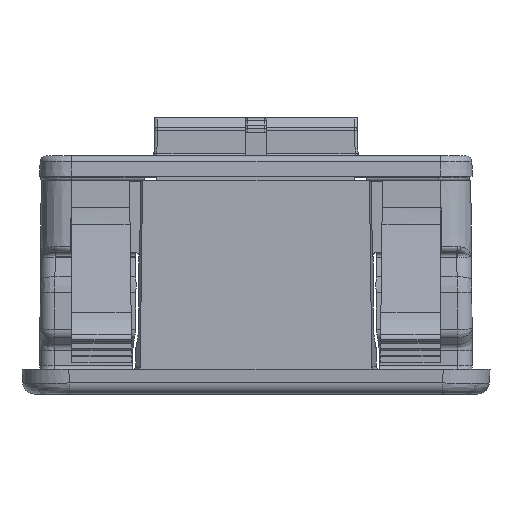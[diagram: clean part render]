
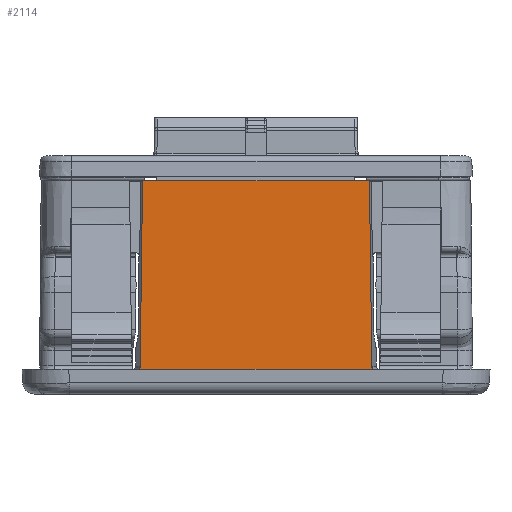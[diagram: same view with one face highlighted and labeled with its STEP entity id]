
A CAD part, left-side view. The second image highlights one B-rep face of the part: STEP entity #2114.
In plain terms, the highlighted planar face has unit normal (-1, 0, 0.009).
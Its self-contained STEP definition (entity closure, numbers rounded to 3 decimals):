
#928 = ORIENTED_EDGE ( 'NONE', *, *, #4087, .T. ) ;
#1116 = DIRECTION ( 'NONE',  ( 0., -1., 0. ) ) ;
#1720 = CARTESIAN_POINT ( 'NONE',  ( -115.766, 650.677, 85.755 ) ) ;
#2114 = ADVANCED_FACE ( 'NONE', ( #16201 ), #27616, .T. ) ;
#2217 = LINE ( 'NONE', #13680, #29479 ) ;
#3773 =( BOUNDED_CURVE ( )  B_SPLINE_CURVE ( 3, ( #20143, #31601, #5940, #17355 ),
 .UNSPECIFIED., .F., .F. ) 
 B_SPLINE_CURVE_WITH_KNOTS ( ( 4, 4 ),
 ( 3.105, 4.662 ),
 .UNSPECIFIED. ) 
 CURVE ( )  GEOMETRIC_REPRESENTATION_ITEM ( )  RATIONAL_B_SPLINE_CURVE ( ( 1., 0.808, 0.808, 1. ) ) 
 REPRESENTATION_ITEM ( '' )  );
#4087 = EDGE_CURVE ( 'NONE', #13018, #20192, #23091, .T. ) ;
#4154 = CARTESIAN_POINT ( 'NONE',  ( -115.766, 650.677, 85.755 ) ) ;
#5940 = CARTESIAN_POINT ( 'NONE',  ( -115.766, 690.998, 85.755 ) ) ;
#7569 = CARTESIAN_POINT ( 'NONE',  ( -115.766, 691.292, 85.755 ) ) ;
#7980 = DIRECTION ( 'NONE',  ( 0.009, 0., 1. ) ) ;
#9200 = VECTOR ( 'NONE', #1116, 1000. ) ;
#9390 = DIRECTION ( 'NONE',  ( 0.009, 0.013, 1. ) ) ;
#11193 = EDGE_CURVE ( 'NONE', #34648, #21522, #2217, .T. ) ;
#12008 = CARTESIAN_POINT ( 'NONE',  ( -115.768, 690.794, 85.534 ) ) ;
#12220 = VERTEX_POINT ( 'NONE', #25193 ) ;
#13018 = VERTEX_POINT ( 'NONE', #36960 ) ;
#13166 = CARTESIAN_POINT ( 'NONE',  ( -115.766, 650.971, 85.755 ) ) ;
#13680 = CARTESIAN_POINT ( 'NONE',  ( -115.766, 707.985, 85.755 ) ) ;
#15353 = LINE ( 'NONE', #26790, #9200 ) ;
#16105 = AXIS2_PLACEMENT_3D ( 'NONE', #22200, #33640, #7980 ) ;
#16201 = FACE_OUTER_BOUND ( 'NONE', #20897, .T. ) ;
#16516 = ORIENTED_EDGE ( 'NONE', *, *, #37029, .T. ) ;
#17355 = CARTESIAN_POINT ( 'NONE',  ( -115.766, 691.292, 85.755 ) ) ;
#18011 = ORIENTED_EDGE ( 'NONE', *, *, #24254, .T. ) ;
#18062 = EDGE_CURVE ( 'NONE', #21522, #13018, #33680, .T. ) ;
#18560 = CARTESIAN_POINT ( 'NONE',  ( -115.484, 690.377, 118.055 ) ) ;
#20143 = CARTESIAN_POINT ( 'NONE',  ( -115.761, 690.785, 86.248 ) ) ;
#20192 = VERTEX_POINT ( 'NONE', #27534 ) ;
#20897 = EDGE_LOOP ( 'NONE', ( #34254, #16516, #18011, #36477, #30526, #928 ) ) ;
#21522 = VERTEX_POINT ( 'NONE', #4154 ) ;
#21815 = EDGE_CURVE ( 'NONE', #32759, #20192, #15353, .T. ) ;
#22200 = CARTESIAN_POINT ( 'NONE',  ( -115.766, 707.985, 85.755 ) ) ;
#23091 = LINE ( 'NONE', #34556, #34614 ) ;
#23425 = DIRECTION ( 'NONE',  ( -0.009, 0.013, -1. ) ) ;
#24254 = EDGE_CURVE ( 'NONE', #12220, #34648, #3773, .T. ) ;
#24573 = CARTESIAN_POINT ( 'NONE',  ( -115.764, 651.18, 85.958 ) ) ;
#25082 = DIRECTION ( 'NONE',  ( 0., -1., 0. ) ) ;
#25193 = CARTESIAN_POINT ( 'NONE',  ( -115.761, 690.785, 86.248 ) ) ;
#26790 = CARTESIAN_POINT ( 'NONE',  ( -115.484, 707.985, 118.055 ) ) ;
#27534 = CARTESIAN_POINT ( 'NONE',  ( -115.484, 651.592, 118.055 ) ) ;
#27616 = PLANE ( 'NONE',  #16105 ) ;
#29053 = LINE ( 'NONE', #12008, #32277 ) ;
#29479 = VECTOR ( 'NONE', #25082, 1000. ) ;
#30526 = ORIENTED_EDGE ( 'NONE', *, *, #18062, .T. ) ;
#31601 = CARTESIAN_POINT ( 'NONE',  ( -115.764, 690.789, 85.958 ) ) ;
#32277 = VECTOR ( 'NONE', #23425, 1000. ) ;
#32759 = VERTEX_POINT ( 'NONE', #18560 ) ;
#33640 = DIRECTION ( 'NONE',  ( -1., 0., 0.009 ) ) ;
#33680 =( BOUNDED_CURVE ( )  B_SPLINE_CURVE ( 3, ( #1720, #13166, #24573, #36060 ),
 .UNSPECIFIED., .F., .F. ) 
 B_SPLINE_CURVE_WITH_KNOTS ( ( 4, 4 ),
 ( 4.763, 6.319 ),
 .UNSPECIFIED. ) 
 CURVE ( )  GEOMETRIC_REPRESENTATION_ITEM ( )  RATIONAL_B_SPLINE_CURVE ( ( 1., 0.808, 0.808, 1. ) ) 
 REPRESENTATION_ITEM ( '' )  );
#34254 = ORIENTED_EDGE ( 'NONE', *, *, #21815, .F. ) ;
#34556 = CARTESIAN_POINT ( 'NONE',  ( -115.759, 651.187, 86.484 ) ) ;
#34614 = VECTOR ( 'NONE', #9390, 1000. ) ;
#34648 = VERTEX_POINT ( 'NONE', #7569 ) ;
#36060 = CARTESIAN_POINT ( 'NONE',  ( -115.761, 651.184, 86.248 ) ) ;
#36477 = ORIENTED_EDGE ( 'NONE', *, *, #11193, .T. ) ;
#36960 = CARTESIAN_POINT ( 'NONE',  ( -115.761, 651.184, 86.248 ) ) ;
#37029 = EDGE_CURVE ( 'NONE', #32759, #12220, #29053, .T. ) ;
